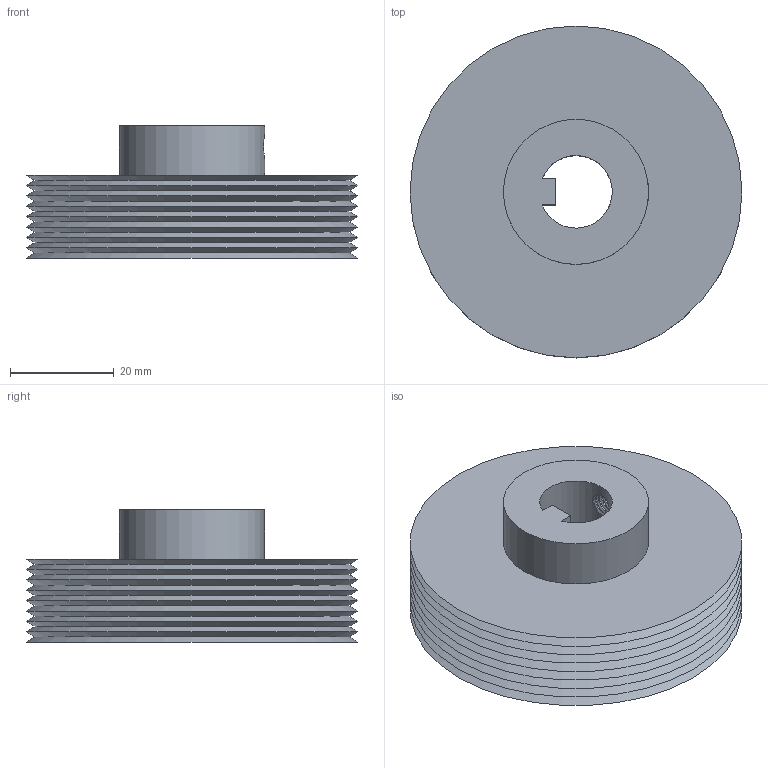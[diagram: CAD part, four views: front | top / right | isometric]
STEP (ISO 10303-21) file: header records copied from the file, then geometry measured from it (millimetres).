
FILE_DESCRIPTION(('FreeCAD Model'),'2;1');
FILE_NAME('Open CASCADE Shape Model','2023-09-23T23:26:06',(''),(''), 'Open CASCADE STEP processor 7.6','FreeCAD','Unknown');
FILE_SCHEMA(('AUTOMOTIVE_DESIGN { 1 0 10303 214 1 1 1 1 }'));
Length unit declared in the file: millimetre
Products named in the file (1): Pulley14mm-TB2
Bounding box: 64 x 64 x 25.5 mm (x, y, z)
Volume: 50893.7 mm3; surface area: 14619.2 mm2
Topology: 1 solids, 1 shells, 68 faces, 144 edges, 79 vertices
Faces by surface type: bspline 33, cone 16, cylinder 13, plane 6
Full cylindrical faces by diameter (mm): 4.224 x8, 14 x1, 28 x1
Entity records: 11850 total; most frequent: CARTESIAN_POINT 9213, DIRECTION 364, ORIENTED_EDGE 288, PCURVE 288, DEFINITIONAL_REPRESENTATION 288, LINE 243, VECTOR 243, B_SPLINE_CURVE_WITH_KNOTS 158
